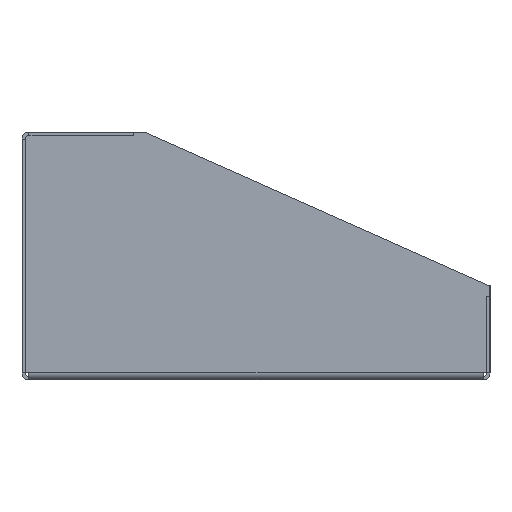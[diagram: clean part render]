
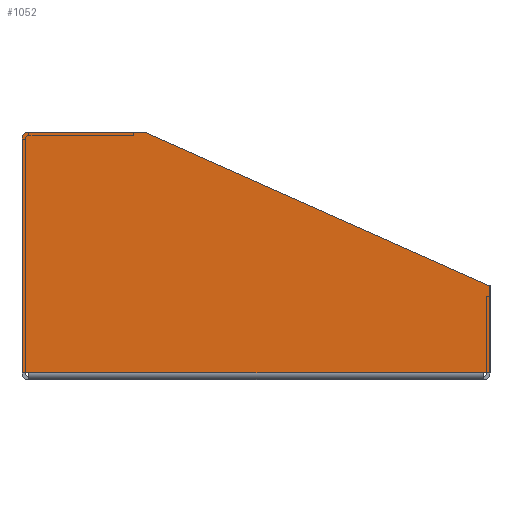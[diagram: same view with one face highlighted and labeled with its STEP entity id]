
A CAD part, left-side view. The second image highlights one B-rep face of the part: STEP entity #1052.
In plain terms, the highlighted planar face has unit normal (-1, 0, 0).
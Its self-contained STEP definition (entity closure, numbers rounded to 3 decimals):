
#500 = VERTEX_POINT('',#501);
#501 = CARTESIAN_POINT('',(-2.,0.,2.));
#533 = VERTEX_POINT('',#534);
#534 = CARTESIAN_POINT('',(-2.,130.,2.));
#541 = EDGE_CURVE('',#533,#500,#542,.T.);
#542 = LINE('',#543,#544);
#543 = CARTESIAN_POINT('',(-2.,130.,2.));
#544 = VECTOR('',#545,1.);
#545 = DIRECTION('',(0.,-1.,0.));
#1003 = EDGE_CURVE('',#1004,#500,#1006,.T.);
#1004 = VERTEX_POINT('',#1005);
#1005 = CARTESIAN_POINT('',(-2.,-2.,2.));
#1006 = LINE('',#1007,#1008);
#1007 = CARTESIAN_POINT('',(-2.,-2.,2.));
#1008 = VECTOR('',#1009,1.);
#1009 = DIRECTION('',(0.,1.,0.));
#1052 = ADVANCED_FACE('',(#1053),#1104,.F.);
#1053 = FACE_BOUND('',#1054,.T.);
#1054 = EDGE_LOOP('',(#1055,#1056,#1057,#1065,#1073,#1081,#1090,#1098));
#1055 = ORIENTED_EDGE('',*,*,#541,.T.);
#1056 = ORIENTED_EDGE('',*,*,#1003,.F.);
#1057 = ORIENTED_EDGE('',*,*,#1058,.T.);
#1058 = EDGE_CURVE('',#1004,#1059,#1061,.T.);
#1059 = VERTEX_POINT('',#1060);
#1060 = CARTESIAN_POINT('',(-2.,-2.,26.922));
#1061 = LINE('',#1062,#1063);
#1062 = CARTESIAN_POINT('',(-2.,-2.,2.));
#1063 = VECTOR('',#1064,1.);
#1064 = DIRECTION('',(0.,0.,1.));
#1065 = ORIENTED_EDGE('',*,*,#1066,.F.);
#1066 = EDGE_CURVE('',#1067,#1059,#1069,.T.);
#1067 = VERTEX_POINT('',#1068);
#1068 = CARTESIAN_POINT('',(-2.,97.,71.));
#1069 = LINE('',#1070,#1071);
#1070 = CARTESIAN_POINT('',(-2.,97.,71.));
#1071 = VECTOR('',#1072,1.);
#1072 = DIRECTION('',(0.,-0.914,-0.407));
#1073 = ORIENTED_EDGE('',*,*,#1074,.F.);
#1074 = EDGE_CURVE('',#1075,#1067,#1077,.T.);
#1075 = VERTEX_POINT('',#1076);
#1076 = CARTESIAN_POINT('',(-2.,130.,71.));
#1077 = LINE('',#1078,#1079);
#1078 = CARTESIAN_POINT('',(-2.,130.,71.));
#1079 = VECTOR('',#1080,1.);
#1080 = DIRECTION('',(0.,-1.,0.));
#1081 = ORIENTED_EDGE('',*,*,#1082,.F.);
#1082 = EDGE_CURVE('',#1083,#1075,#1085,.T.);
#1083 = VERTEX_POINT('',#1084);
#1084 = CARTESIAN_POINT('',(-2.,132.,69.));
#1085 = CIRCLE('',#1086,2.);
#1086 = AXIS2_PLACEMENT_3D('',#1087,#1088,#1089);
#1087 = CARTESIAN_POINT('',(-2.,130.,69.));
#1088 = DIRECTION('',(1.,0.,0.));
#1089 = DIRECTION('',(0.,1.,0.));
#1090 = ORIENTED_EDGE('',*,*,#1091,.F.);
#1091 = EDGE_CURVE('',#1092,#1083,#1094,.T.);
#1092 = VERTEX_POINT('',#1093);
#1093 = CARTESIAN_POINT('',(-2.,132.,2.));
#1094 = LINE('',#1095,#1096);
#1095 = CARTESIAN_POINT('',(-2.,132.,2.));
#1096 = VECTOR('',#1097,1.);
#1097 = DIRECTION('',(0.,0.,1.));
#1098 = ORIENTED_EDGE('',*,*,#1099,.F.);
#1099 = EDGE_CURVE('',#533,#1092,#1100,.T.);
#1100 = LINE('',#1101,#1102);
#1101 = CARTESIAN_POINT('',(-2.,-2.,2.));
#1102 = VECTOR('',#1103,1.);
#1103 = DIRECTION('',(0.,1.,0.));
#1104 = PLANE('',#1105);
#1105 = AXIS2_PLACEMENT_3D('',#1106,#1107,#1108);
#1106 = CARTESIAN_POINT('',(-2.,72.368,29.358));
#1107 = DIRECTION('',(1.,0.,0.));
#1108 = DIRECTION('',(0.,0.,1.));
